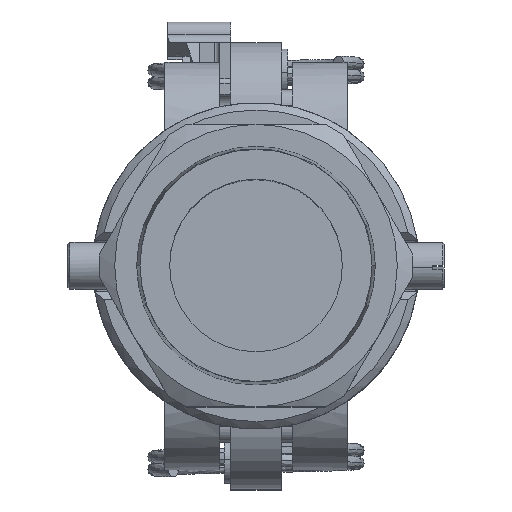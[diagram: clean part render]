
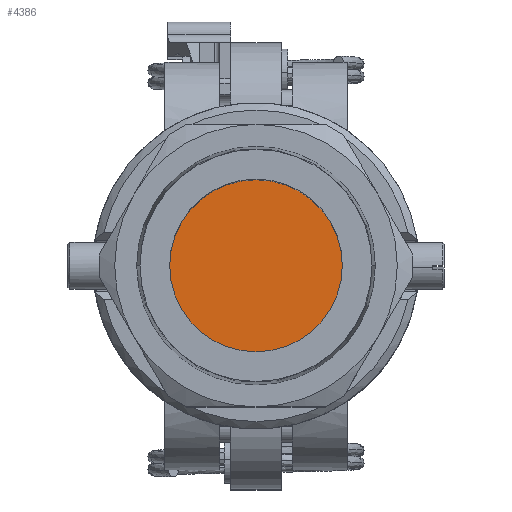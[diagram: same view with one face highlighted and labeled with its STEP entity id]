
A CAD part, top view. The second image highlights one B-rep face of the part: STEP entity #4386.
In plain terms, the highlighted planar face has unit normal (0, 0, 1).
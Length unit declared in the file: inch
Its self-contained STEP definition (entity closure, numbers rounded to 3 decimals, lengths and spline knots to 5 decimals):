
#469 = AXIS2_PLACEMENT_3D ( 'NONE', #4550, #9238, #11206 ) ;
#869 = VERTEX_POINT ( 'NONE', #10072 ) ;
#2210 = EDGE_LOOP ( 'NONE', ( #6024, #3156 ) ) ;
#2621 = AXIS2_PLACEMENT_3D ( 'NONE', #10671, #3828, #3881 ) ;
#2919 = PLANE ( 'NONE',  #8992 ) ;
#3156 = ORIENTED_EDGE ( 'NONE', *, *, #6040, .F. ) ;
#3828 = DIRECTION ( 'NONE',  ( 0., 0., -1. ) ) ;
#3881 = DIRECTION ( 'NONE',  ( 1., 0., 0. ) ) ;
#4386 = ADVANCED_FACE ( 'Defeatured_83101', ( #10336 ), #2919, .F. ) ;
#4550 = CARTESIAN_POINT ( 'NONE',  ( 0., 0., -1.2125 ) ) ;
#5745 = EDGE_CURVE ( 'Defeatured_83102+Defeatured_83101+Defeatured_83101+Defeatured_83101', #7543, #869, #6170, .T. ) ;
#6024 = ORIENTED_EDGE ( 'NONE', *, *, #5745, .F. ) ;
#6040 = EDGE_CURVE ( 'Defeatured_83102+Defeatured_83101+Defeatured_83101+Defeatured_83101', #869, #7543, #7935, .T. ) ;
#6075 = DIRECTION ( 'NONE',  ( 0., 0., -1. ) ) ;
#6170 = CIRCLE ( 'NONE', #2621, 0.6875 ) ;
#7543 = VERTEX_POINT ( 'NONE', #7848 ) ;
#7848 = CARTESIAN_POINT ( 'NONE',  ( 0.6875, 0., -1.2125 ) ) ;
#7935 = CIRCLE ( 'NONE', #469, 0.6875 ) ;
#8992 = AXIS2_PLACEMENT_3D ( 'NONE', #11666, #6075, #11735 ) ;
#9238 = DIRECTION ( 'NONE',  ( 0., 0., -1. ) ) ;
#10072 = CARTESIAN_POINT ( 'NONE',  ( -0.6875, 0., -1.2125 ) ) ;
#10336 = FACE_OUTER_BOUND ( 'NONE', #2210, .T. ) ;
#10671 = CARTESIAN_POINT ( 'NONE',  ( 0., 0., -1.2125 ) ) ;
#11206 = DIRECTION ( 'NONE',  ( 1., 0., 0. ) ) ;
#11666 = CARTESIAN_POINT ( 'NONE',  ( 0., 0., -1.2125 ) ) ;
#11735 = DIRECTION ( 'NONE',  ( 0., 1., 0. ) ) ;
